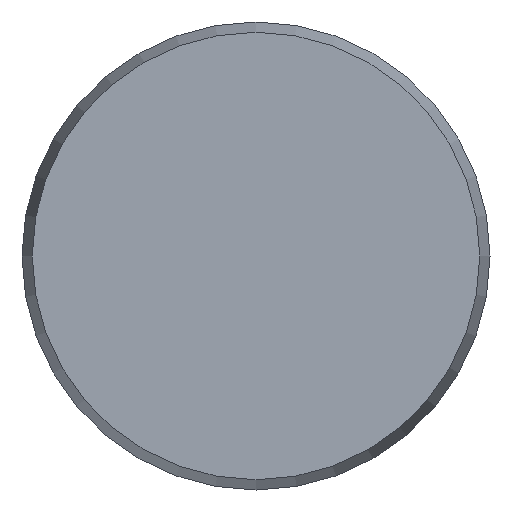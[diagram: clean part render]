
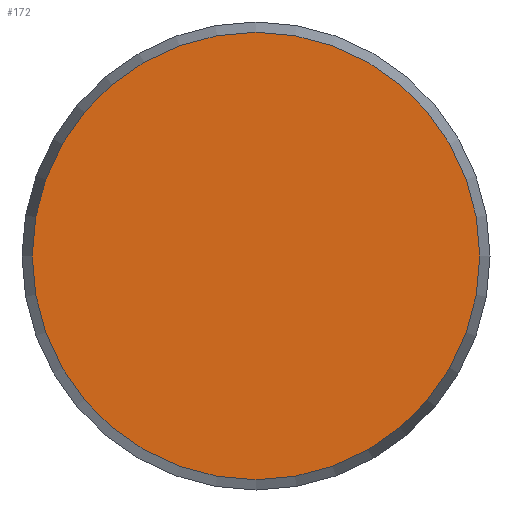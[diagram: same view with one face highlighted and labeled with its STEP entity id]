
A CAD part, front view. The second image highlights one B-rep face of the part: STEP entity #172.
In plain terms, the highlighted planar face has unit normal (0, -1, 0).
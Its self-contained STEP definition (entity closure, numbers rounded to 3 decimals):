
#172 = ADVANCED_FACE( '', ( #363 ), #364, .F. );
#363 = FACE_OUTER_BOUND( '', #592, .T. );
#364 = PLANE( '', #593 );
#592 = EDGE_LOOP( '', ( #992 ) );
#593 = AXIS2_PLACEMENT_3D( '', #993, #994, #995 );
#992 = ORIENTED_EDGE( '', *, *, #1166, .T. );
#993 = CARTESIAN_POINT( '', ( 38.25, 0., 0. ) );
#994 = DIRECTION( '', ( 0., 1., 0. ) );
#995 = DIRECTION( '', ( 0., 0., 1. ) );
#1166 = EDGE_CURVE( '', #1386, #1386, #1387, .T. );
#1386 = VERTEX_POINT( '', #1805 );
#1387 = CIRCLE( '', #1806, 38.25 );
#1805 = CARTESIAN_POINT( '', ( 0., 0., -38.25 ) );
#1806 = AXIS2_PLACEMENT_3D( '', #2123, #2124, #2125 );
#2123 = CARTESIAN_POINT( '', ( 0., 0., 0. ) );
#2124 = DIRECTION( '', ( 0., -1., 0. ) );
#2125 = DIRECTION( '', ( 0., 0., -1. ) );
